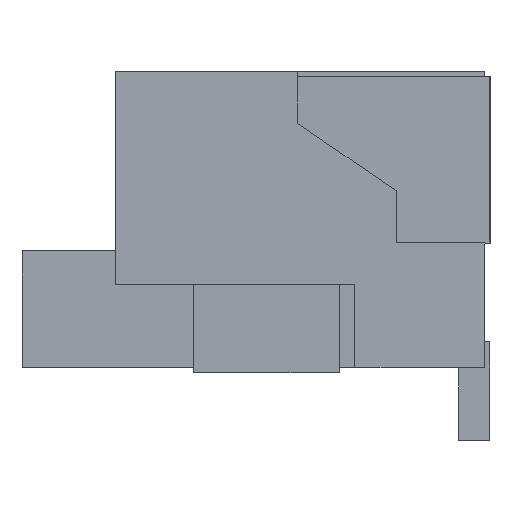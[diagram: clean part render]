
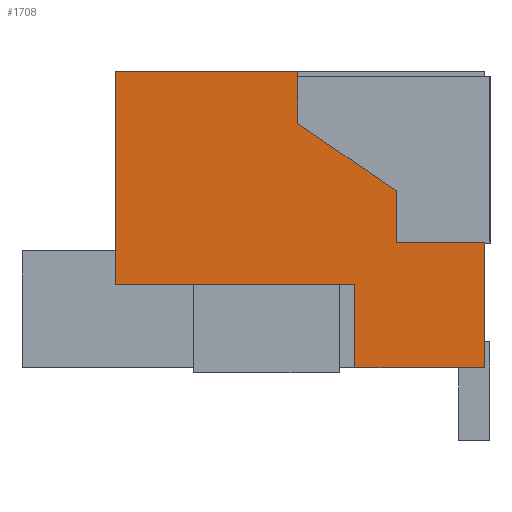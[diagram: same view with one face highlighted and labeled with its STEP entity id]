
A CAD part, left-side view. The second image highlights one B-rep face of the part: STEP entity #1708.
In plain terms, the highlighted planar face has unit normal (-1, 0, 0).
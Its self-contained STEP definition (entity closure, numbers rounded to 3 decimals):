
#91 = LINE ( 'NONE', #4035, #2643 ) ;
#123 = EDGE_CURVE ( 'NONE', #3082, #6499, #2737, .T. ) ;
#154 = VERTEX_POINT ( 'NONE', #2823 ) ;
#217 = EDGE_LOOP ( 'NONE', ( #5421, #6327, #484, #4021, #3550, #790, #4256, #2491, #840, #2041 ) ) ;
#248 = DIRECTION ( 'NONE',  ( 0., 0.825, 0.565 ) ) ;
#256 = EDGE_CURVE ( 'NONE', #2613, #154, #4734, .T. ) ;
#270 = VECTOR ( 'NONE', #5648, 1000. ) ;
#484 = ORIENTED_EDGE ( 'NONE', *, *, #3639, .T. ) ;
#546 = VECTOR ( 'NONE', #3860, 1000. ) ;
#758 = LINE ( 'NONE', #1666, #1020 ) ;
#790 = ORIENTED_EDGE ( 'NONE', *, *, #6552, .T. ) ;
#840 = ORIENTED_EDGE ( 'NONE', *, *, #6815, .T. ) ;
#932 = DIRECTION ( 'NONE',  ( 0., -1., 0. ) ) ;
#1010 = LINE ( 'NONE', #1270, #4721 ) ;
#1020 = VECTOR ( 'NONE', #4380, 1000. ) ;
#1123 = VERTEX_POINT ( 'NONE', #7011 ) ;
#1270 = CARTESIAN_POINT ( 'NONE',  ( -8., 1.8, -2.85 ) ) ;
#1298 = VECTOR ( 'NONE', #5013, 1000. ) ;
#1444 = VERTEX_POINT ( 'NONE', #4012 ) ;
#1561 = CARTESIAN_POINT ( 'NONE',  ( -8., 0.1, 2.85 ) ) ;
#1632 = DIRECTION ( 'NONE',  ( 0., -1., 0. ) ) ;
#1666 = CARTESIAN_POINT ( 'NONE',  ( -8., 2.6, -2.85 ) ) ;
#1708 = ADVANCED_FACE ( 'NONE', ( #2951 ), #4504, .T. ) ;
#1863 = CARTESIAN_POINT ( 'NONE',  ( -8., 0.1, -0.45 ) ) ;
#1991 = VERTEX_POINT ( 'NONE', #3748 ) ;
#2041 = ORIENTED_EDGE ( 'NONE', *, *, #4659, .T. ) ;
#2087 = LINE ( 'NONE', #1561, #546 ) ;
#2093 = CARTESIAN_POINT ( 'NONE',  ( -8., 0.1, -2.85 ) ) ;
#2191 = CARTESIAN_POINT ( 'NONE',  ( -8., 3.7, 1.85 ) ) ;
#2350 = VECTOR ( 'NONE', #932, 1000. ) ;
#2458 = EDGE_CURVE ( 'NONE', #154, #1991, #1010, .T. ) ;
#2491 = ORIENTED_EDGE ( 'NONE', *, *, #123, .T. ) ;
#2613 = VERTEX_POINT ( 'NONE', #5775 ) ;
#2643 = VECTOR ( 'NONE', #3629, 1000. ) ;
#2737 = LINE ( 'NONE', #6004, #1298 ) ;
#2823 = CARTESIAN_POINT ( 'NONE',  ( -8., 1.8, -0.45 ) ) ;
#2940 = CARTESIAN_POINT ( 'NONE',  ( -8., 1.8, 0.55 ) ) ;
#2951 = FACE_OUTER_BOUND ( 'NONE', #217, .T. ) ;
#3036 = CARTESIAN_POINT ( 'NONE',  ( -8., 0.1, -1.25 ) ) ;
#3082 = VERTEX_POINT ( 'NONE', #5132 ) ;
#3419 = CARTESIAN_POINT ( 'NONE',  ( -8., 0.1, -2.85 ) ) ;
#3550 = ORIENTED_EDGE ( 'NONE', *, *, #2458, .T. ) ;
#3629 = DIRECTION ( 'NONE',  ( 0., 0., 1. ) ) ;
#3639 = EDGE_CURVE ( 'NONE', #1444, #2613, #2087, .T. ) ;
#3748 = CARTESIAN_POINT ( 'NONE',  ( -8., 1.8, 0.55 ) ) ;
#3860 = DIRECTION ( 'NONE',  ( 0., 0., 1. ) ) ;
#4012 = CARTESIAN_POINT ( 'NONE',  ( -8., 0.1, -2.85 ) ) ;
#4021 = ORIENTED_EDGE ( 'NONE', *, *, #256, .T. ) ;
#4035 = CARTESIAN_POINT ( 'NONE',  ( -8., 3.7, -2.85 ) ) ;
#4244 = VECTOR ( 'NONE', #1632, 1000. ) ;
#4256 = ORIENTED_EDGE ( 'NONE', *, *, #6088, .T. ) ;
#4309 = VERTEX_POINT ( 'NONE', #4789 ) ;
#4380 = DIRECTION ( 'NONE',  ( 0., 0., -1. ) ) ;
#4475 = EDGE_CURVE ( 'NONE', #4309, #1123, #758, .T. ) ;
#4504 = PLANE ( 'NONE',  #5571 ) ;
#4659 = EDGE_CURVE ( 'NONE', #4893, #4309, #5284, .T. ) ;
#4721 = VECTOR ( 'NONE', #6761, 1000. ) ;
#4734 = LINE ( 'NONE', #1863, #270 ) ;
#4762 = VECTOR ( 'NONE', #5157, 1000. ) ;
#4789 = CARTESIAN_POINT ( 'NONE',  ( -8., 2.6, -1.25 ) ) ;
#4799 = EDGE_CURVE ( 'NONE', #1123, #1444, #5878, .T. ) ;
#4893 = VERTEX_POINT ( 'NONE', #5457 ) ;
#5013 = DIRECTION ( 'NONE',  ( 0., 1., 0. ) ) ;
#5018 = CARTESIAN_POINT ( 'NONE',  ( -8., 7.2, -2.85 ) ) ;
#5075 = DIRECTION ( 'NONE',  ( 0., 0., 1. ) ) ;
#5132 = CARTESIAN_POINT ( 'NONE',  ( -8., 3.7, 2.85 ) ) ;
#5157 = DIRECTION ( 'NONE',  ( 0., 0., -1. ) ) ;
#5284 = LINE ( 'NONE', #3036, #2350 ) ;
#5409 = LINE ( 'NONE', #2940, #6616 ) ;
#5421 = ORIENTED_EDGE ( 'NONE', *, *, #4475, .T. ) ;
#5457 = CARTESIAN_POINT ( 'NONE',  ( -8., 7.2, -1.25 ) ) ;
#5524 = DIRECTION ( 'NONE',  ( -1., 0., 0. ) ) ;
#5571 = AXIS2_PLACEMENT_3D ( 'NONE', #3419, #5524, #5075 ) ;
#5648 = DIRECTION ( 'NONE',  ( 0., 1., 0. ) ) ;
#5714 = CARTESIAN_POINT ( 'NONE',  ( -8., 7.2, 2.85 ) ) ;
#5775 = CARTESIAN_POINT ( 'NONE',  ( -8., 0.1, -0.45 ) ) ;
#5832 = VERTEX_POINT ( 'NONE', #2191 ) ;
#5878 = LINE ( 'NONE', #2093, #4244 ) ;
#6004 = CARTESIAN_POINT ( 'NONE',  ( -8., 0.1, 2.85 ) ) ;
#6088 = EDGE_CURVE ( 'NONE', #5832, #3082, #91, .T. ) ;
#6306 = LINE ( 'NONE', #5018, #4762 ) ;
#6327 = ORIENTED_EDGE ( 'NONE', *, *, #4799, .T. ) ;
#6499 = VERTEX_POINT ( 'NONE', #5714 ) ;
#6552 = EDGE_CURVE ( 'NONE', #1991, #5832, #5409, .T. ) ;
#6616 = VECTOR ( 'NONE', #248, 1000. ) ;
#6761 = DIRECTION ( 'NONE',  ( 0., 0., 1. ) ) ;
#6815 = EDGE_CURVE ( 'NONE', #6499, #4893, #6306, .T. ) ;
#7011 = CARTESIAN_POINT ( 'NONE',  ( -8., 2.6, -2.85 ) ) ;
